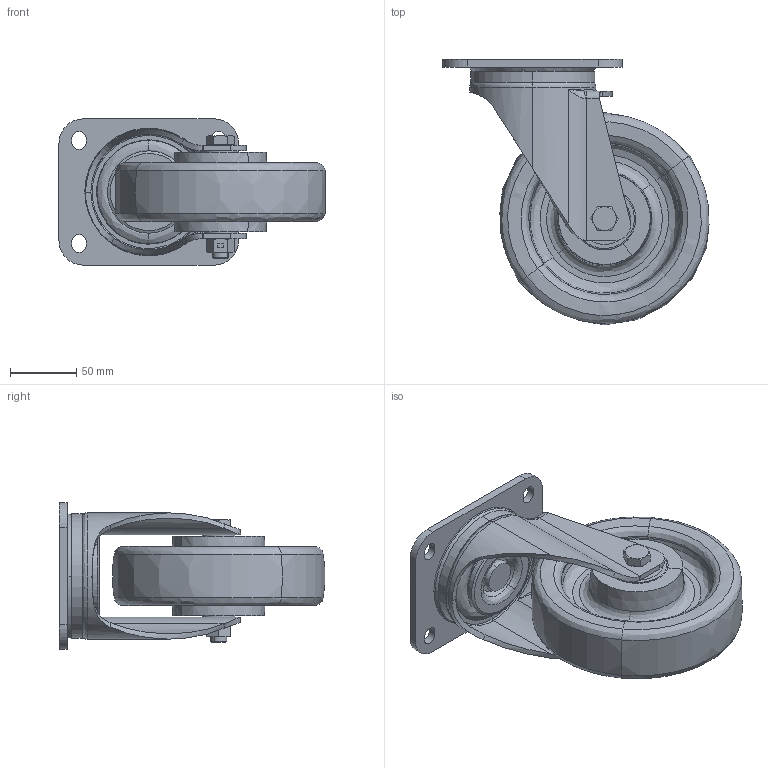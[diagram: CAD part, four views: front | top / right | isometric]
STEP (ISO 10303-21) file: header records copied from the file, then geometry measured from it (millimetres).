
FILE_DESCRIPTION (( 'STEP AP214' ), '1' );
FILE_NAME ('0020320_L-IM-TPKH-160-K-3.STEP', '2016-11-03T13:36:36', ( '' ), ( '' ), 'SwSTEP 2.0', 'SolidWorks 2016', '' );
FILE_SCHEMA (( 'AUTOMOTIVE_DESIGN' ));
Length unit declared in the file: millimetre
Products named in the file (1): 0020320_L-IM-TPKH-160-K-3
Bounding box: 200.16 x 199.86 x 110 mm (x, y, z)
Surface area: 207900.6 mm2 (no closed solid volume)
Topology: 0 solids, 17 shells, 670 faces, 1623 edges, 1022 vertices
Faces by surface type: plane 312, cylinder 152, bspline 118, cone 74, torus 14
Entity records: 31787 total; most frequent: CARTESIAN_POINT 8816, DIRECTION 3219, ORIENTED_EDGE 3214, EDGE_CURVE 1619, AXIS2_PLACEMENT_3D 1163, VERTEX_POINT 1022, LINE 893, VECTOR 893
